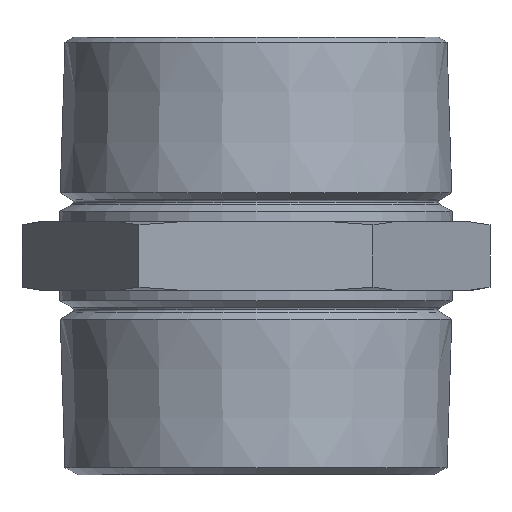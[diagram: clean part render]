
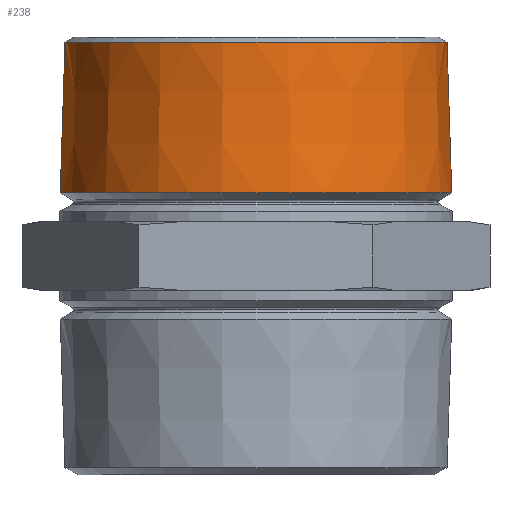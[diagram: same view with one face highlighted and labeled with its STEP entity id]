
A CAD part, front view. The second image highlights one B-rep face of the part: STEP entity #238.
In plain terms, the highlighted conical face has half-angle 1.8 degrees and reference radius 24.259 mm.
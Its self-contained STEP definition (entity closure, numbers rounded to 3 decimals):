
#4 = VERTEX_POINT ( 'NONE', #535 ) ;
#79 = ORIENTED_EDGE ( 'NONE', *, *, #80, .T. ) ;
#80 = EDGE_CURVE ( 'NONE', #154, #106, #778, .T. ) ;
#106 = VERTEX_POINT ( 'NONE', #827 ) ;
#154 = VERTEX_POINT ( 'NONE', #793 ) ;
#191 = VERTEX_POINT ( 'NONE', #1152 ) ;
#199 = EDGE_CURVE ( 'NONE', #191, #154, #1139, .T. ) ;
#215 = EDGE_CURVE ( 'NONE', #4, #106, #1162, .T. ) ;
#218 = EDGE_CURVE ( 'NONE', #191, #4, #1122, .T. ) ;
#219 = ORIENTED_EDGE ( 'NONE', *, *, #199, .T. ) ;
#238 = ADVANCED_FACE ( 'NONE', ( #1094 ), #1093, .T. ) ;
#239 = EDGE_LOOP ( 'NONE', ( #240, #241, #219, #79 ) ) ;
#240 = ORIENTED_EDGE ( 'NONE', *, *, #215, .F. ) ;
#241 = ORIENTED_EDGE ( 'NONE', *, *, #218, .F. ) ;
#535 = CARTESIAN_POINT ( 'NONE',  ( 23.564, 0., 26.367 ) ) ;
#775 = DIRECTION ( 'NONE',  ( 1., 0., 0. ) ) ;
#776 = DIRECTION ( 'NONE',  ( 0., 0., 1. ) ) ;
#777 = AXIS2_PLACEMENT_3D ( 'NONE', #845, #776, #775 ) ;
#778 = CIRCLE ( 'NONE', #777, 24.147 ) ;
#793 = CARTESIAN_POINT ( 'NONE',  ( -24.147, 0., 7.808 ) ) ;
#827 = CARTESIAN_POINT ( 'NONE',  ( 24.147, 0., 7.808 ) ) ;
#845 = CARTESIAN_POINT ( 'NONE',  ( 0., 0., 7.808 ) ) ;
#1089 = DIRECTION ( 'NONE',  ( -1., 0., 0. ) ) ;
#1090 = DIRECTION ( 'NONE',  ( 0., 0., -1. ) ) ;
#1091 = AXIS2_PLACEMENT_3D ( 'NONE', #1099, #1090, #1089 ) ;
#1093 = CONICAL_SURFACE ( 'NONE', #1091, 24.259, 0.031 ) ;
#1094 = FACE_OUTER_BOUND ( 'NONE', #239, .T. ) ;
#1099 = CARTESIAN_POINT ( 'NONE',  ( 0., 0., 4.255 ) ) ;
#1118 = DIRECTION ( 'NONE',  ( 1., 0., 0. ) ) ;
#1119 = DIRECTION ( 'NONE',  ( 0., 0., 1. ) ) ;
#1120 = CARTESIAN_POINT ( 'NONE',  ( 0., 0., 26.367 ) ) ;
#1121 = AXIS2_PLACEMENT_3D ( 'NONE', #1120, #1119, #1118 ) ;
#1122 = CIRCLE ( 'NONE', #1121, 23.564 ) ;
#1123 = DIRECTION ( 'NONE',  ( 0.031, 0., -1. ) ) ;
#1124 = VECTOR ( 'NONE', #1123, 1000. ) ;
#1125 = CARTESIAN_POINT ( 'NONE',  ( 24.259, 0., 4.255 ) ) ;
#1131 = DIRECTION ( 'NONE',  ( -0.031, 0., -1. ) ) ;
#1132 = VECTOR ( 'NONE', #1131, 1000. ) ;
#1133 = CARTESIAN_POINT ( 'NONE',  ( -24.259, 0., 4.255 ) ) ;
#1139 = LINE ( 'NONE', #1133, #1132 ) ;
#1152 = CARTESIAN_POINT ( 'NONE',  ( -23.564, 0., 26.367 ) ) ;
#1162 = LINE ( 'NONE', #1125, #1124 ) ;
